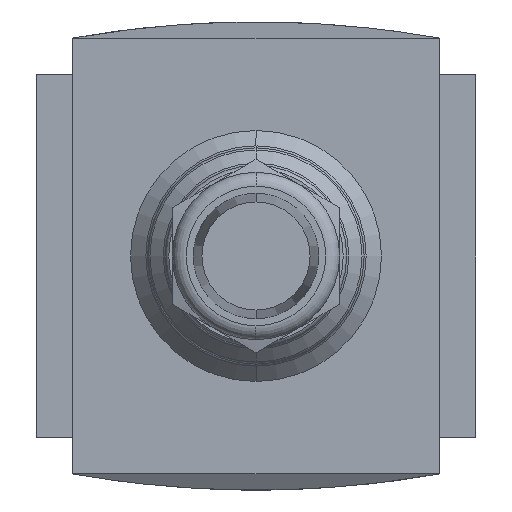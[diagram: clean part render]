
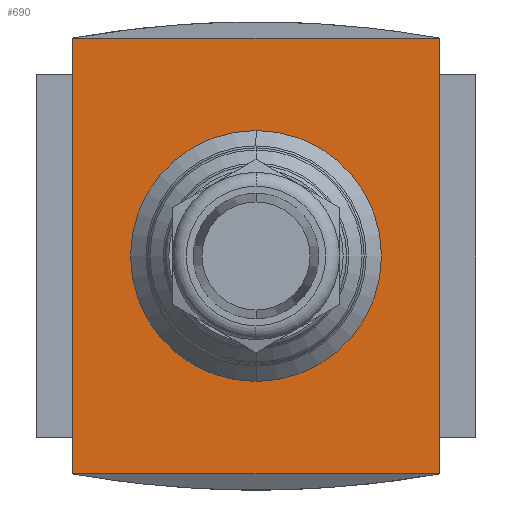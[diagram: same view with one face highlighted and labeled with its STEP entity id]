
A CAD part, front view. The second image highlights one B-rep face of the part: STEP entity #690.
In plain terms, the highlighted planar face has unit normal (0, -1, 0).
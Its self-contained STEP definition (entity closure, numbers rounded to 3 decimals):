
#36 = VECTOR ( 'NONE', #19178, 1000. ) ;
#331 = AXIS2_PLACEMENT_3D ( 'NONE', #4270, #9027, #20492 ) ;
#434 = CARTESIAN_POINT ( 'NONE',  ( -26.25, -37.5, 31.25 ) ) ;
#690 = ADVANCED_FACE ( 'NONE', ( #5362, #13792 ), #15615, .F. ) ;
#957 = DIRECTION ( 'NONE',  ( 0., 1., 0. ) ) ;
#1333 = VERTEX_POINT ( 'NONE', #3334 ) ;
#1887 = VECTOR ( 'NONE', #13845, 1000. ) ;
#2810 = DIRECTION ( 'NONE',  ( 0., 0., -1. ) ) ;
#3279 = LINE ( 'NONE', #15136, #6998 ) ;
#3334 = CARTESIAN_POINT ( 'NONE',  ( 0., -37.5, -18. ) ) ;
#3420 = EDGE_CURVE ( 'NONE', #6952, #18986, #5342, .T. ) ;
#4270 = CARTESIAN_POINT ( 'NONE',  ( 0., -37.5, 0. ) ) ;
#4351 = VECTOR ( 'NONE', #6632, 1000. ) ;
#4465 = LINE ( 'NONE', #19662, #36 ) ;
#4475 = ORIENTED_EDGE ( 'NONE', *, *, #11767, .T. ) ;
#4798 = ORIENTED_EDGE ( 'NONE', *, *, #6444, .F. ) ;
#5044 = EDGE_LOOP ( 'NONE', ( #9312, #4475, #4798, #15442 ) ) ;
#5342 = LINE ( 'NONE', #6709, #4351 ) ;
#5362 = FACE_BOUND ( 'NONE', #18605, .T. ) ;
#5812 = CARTESIAN_POINT ( 'NONE',  ( -26.25, -37.5, -31.25 ) ) ;
#6444 = EDGE_CURVE ( 'NONE', #6952, #8489, #3279, .T. ) ;
#6632 = DIRECTION ( 'NONE',  ( -1., 0., 0. ) ) ;
#6709 = CARTESIAN_POINT ( 'NONE',  ( 0., -37.5, 31.25 ) ) ;
#6952 = VERTEX_POINT ( 'NONE', #18282 ) ;
#6998 = VECTOR ( 'NONE', #2810, 1000. ) ;
#7543 = CARTESIAN_POINT ( 'NONE',  ( 0., -37.5, 18. ) ) ;
#7655 = CARTESIAN_POINT ( 'NONE',  ( 26.25, -37.5, -31.25 ) ) ;
#8489 = VERTEX_POINT ( 'NONE', #7655 ) ;
#8891 = CARTESIAN_POINT ( 'NONE',  ( 0., -37.5, 0. ) ) ;
#9027 = DIRECTION ( 'NONE',  ( 0., 1., 0. ) ) ;
#9087 = DIRECTION ( 'NONE',  ( 0., 0., 1. ) ) ;
#9312 = ORIENTED_EDGE ( 'NONE', *, *, #18489, .F. ) ;
#11767 = EDGE_CURVE ( 'NONE', #18546, #8489, #4465, .T. ) ;
#12116 = CIRCLE ( 'NONE', #19157, 18. ) ;
#12451 = ORIENTED_EDGE ( 'NONE', *, *, #15627, .T. ) ;
#12511 = CARTESIAN_POINT ( 'NONE',  ( -26.25, -37.5, -31.25 ) ) ;
#13472 = DIRECTION ( 'NONE',  ( 0., 0., 1. ) ) ;
#13596 = CIRCLE ( 'NONE', #331, 18. ) ;
#13792 = FACE_OUTER_BOUND ( 'NONE', #5044, .T. ) ;
#13845 = DIRECTION ( 'NONE',  ( 0., 0., 1. ) ) ;
#14148 = CARTESIAN_POINT ( 'NONE',  ( 0., -37.5, 116.435 ) ) ;
#14522 = LINE ( 'NONE', #5812, #1887 ) ;
#15136 = CARTESIAN_POINT ( 'NONE',  ( 26.25, -37.5, 31.25 ) ) ;
#15442 = ORIENTED_EDGE ( 'NONE', *, *, #3420, .T. ) ;
#15488 = DIRECTION ( 'NONE',  ( 0., 1., 0. ) ) ;
#15615 = PLANE ( 'NONE',  #19606 ) ;
#15627 = EDGE_CURVE ( 'NONE', #17004, #1333, #13596, .T. ) ;
#16561 = ORIENTED_EDGE ( 'NONE', *, *, #17383, .T. ) ;
#17004 = VERTEX_POINT ( 'NONE', #7543 ) ;
#17383 = EDGE_CURVE ( 'NONE', #1333, #17004, #12116, .T. ) ;
#18282 = CARTESIAN_POINT ( 'NONE',  ( 26.25, -37.5, 31.25 ) ) ;
#18489 = EDGE_CURVE ( 'NONE', #18546, #18986, #14522, .T. ) ;
#18546 = VERTEX_POINT ( 'NONE', #12511 ) ;
#18605 = EDGE_LOOP ( 'NONE', ( #12451, #16561 ) ) ;
#18986 = VERTEX_POINT ( 'NONE', #434 ) ;
#19157 = AXIS2_PLACEMENT_3D ( 'NONE', #8891, #957, #13472 ) ;
#19178 = DIRECTION ( 'NONE',  ( 1., 0., 0. ) ) ;
#19606 = AXIS2_PLACEMENT_3D ( 'NONE', #14148, #15488, #9087 ) ;
#19662 = CARTESIAN_POINT ( 'NONE',  ( 0., -37.5, -31.25 ) ) ;
#20492 = DIRECTION ( 'NONE',  ( 0., 0., 1. ) ) ;
